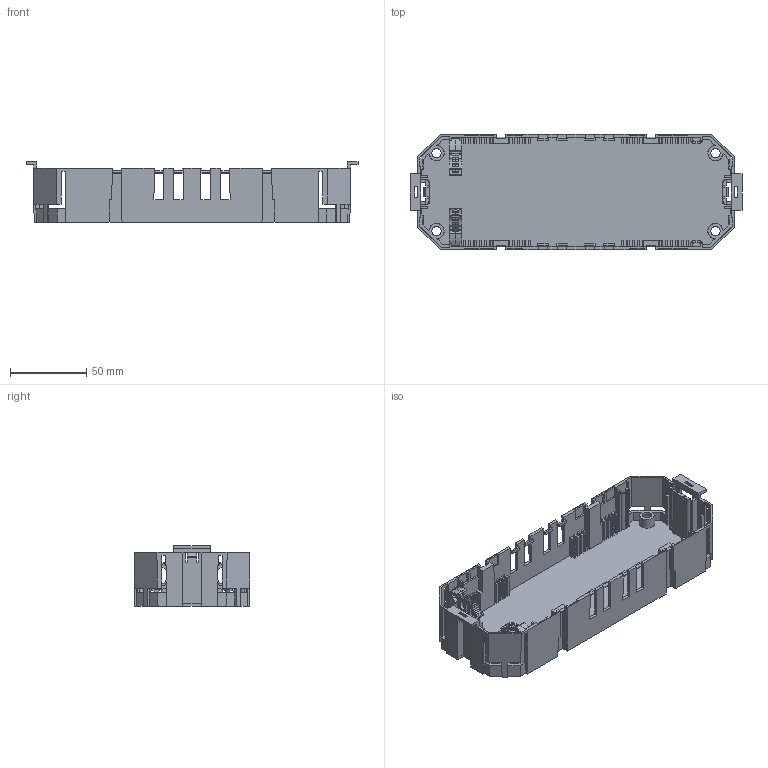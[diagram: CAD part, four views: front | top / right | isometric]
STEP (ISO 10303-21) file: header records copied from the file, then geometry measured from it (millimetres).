
FILE_DESCRIPTION (( 'STEP AP214' ), '1' );
FILE_NAME ('7407324.stp', '2017-03-14T08:05:00', ( '' ), ( '' ), 'SwSTEP 2.0', 'SolidWorks 2016', '' );
FILE_SCHEMA (( 'AUTOMOTIVE_DESIGN' ));
Length unit declared in the file: millimetre
Products named in the file (3): 43620A_Standard; 43619A_Standard; 7407324
Assembly tree (3 placements, depth 2):
  7407324
    43619A_Standard
    43620A_Standard  x2
Bounding box: 218 x 76 x 40 mm (x, y, z)
Volume: 71319.4 mm3; surface area: 82518 mm2
Topology: 3 solids, 3 shells, 1200 faces, 3404 edges, 2174 vertices
Faces by surface type: plane 958, cone 182, cylinder 60
Entity records: 31897 total; most frequent: CARTESIAN_POINT 6056, ORIENTED_EDGE 5662, DIRECTION 4905, EDGE_CURVE 2831, VECTOR 2481, LINE 2481, VERTEX_POINT 1827, AXIS2_PLACEMENT_3D 1212
